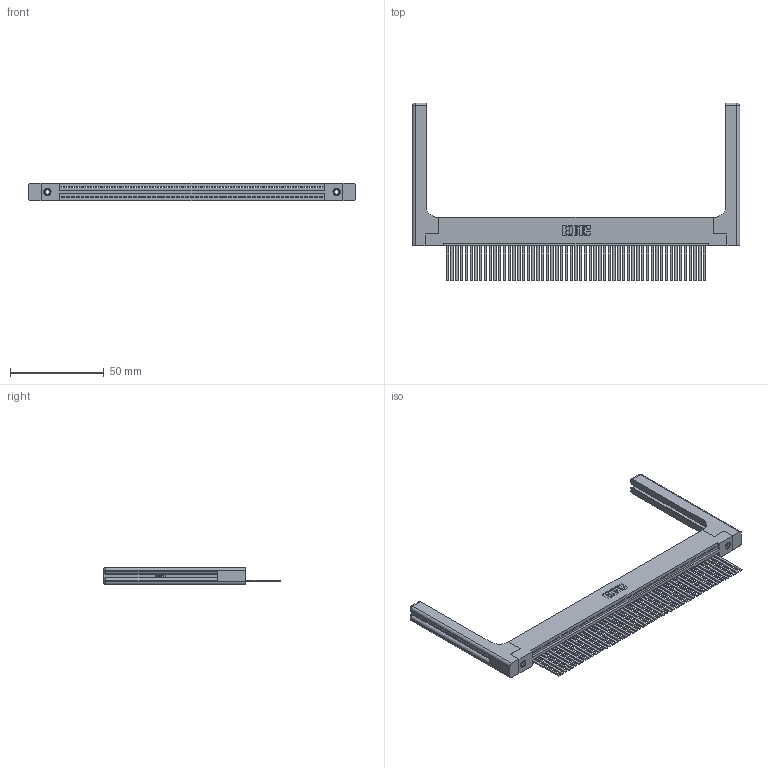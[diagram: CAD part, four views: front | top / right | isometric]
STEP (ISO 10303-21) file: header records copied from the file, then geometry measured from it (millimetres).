
FILE_DESCRIPTION (( 'STEP AP203' ), '1' );
FILE_NAME ('345-055-544-158.STEP', '2019-10-10T04:01:51', ( '' ), ( '' ), 'SwSTEP 2.0', 'SolidWorks 2016', '' );
FILE_SCHEMA (( 'CONFIG_CONTROL_DESIGN' ));
Length unit declared in the file: inch
Products named in the file (5): 345-055-544-158; 345-220-058_345-220-058; 345 Part_Flush Mounting Lugs - 0.156 Dia-TH; 345-250-001_345-250-001-102; 345-292-001_345-293-144
Assembly tree (60 placements, depth 2):
  345-055-544-158
    345 Part_Flush Mounting Lugs - 0.156 Dia-TH
    345-292-001_345-293-144  x55
    345-250-001_345-250-001-102  x2
    345-220-058_345-220-058  x2
Bounding box: 174.73 x 94.92 x 9.4 mm (x, y, z)
Volume: 25844.1 mm3; surface area: 30436.7 mm2
Topology: 60 solids, 60 shells, 3242 faces, 9697 edges, 6370 vertices
Faces by surface type: plane 2208, cylinder 974, bspline 36, cone 12, sphere 8, torus 4
Entity records: 44642 total; most frequent: CARTESIAN_POINT 8702, ORIENTED_EDGE 7488, DIRECTION 6526, EDGE_CURVE 3744, LINE 3304, VECTOR 3304, VERTEX_POINT 2486, AXIS2_PLACEMENT_3D 1611
